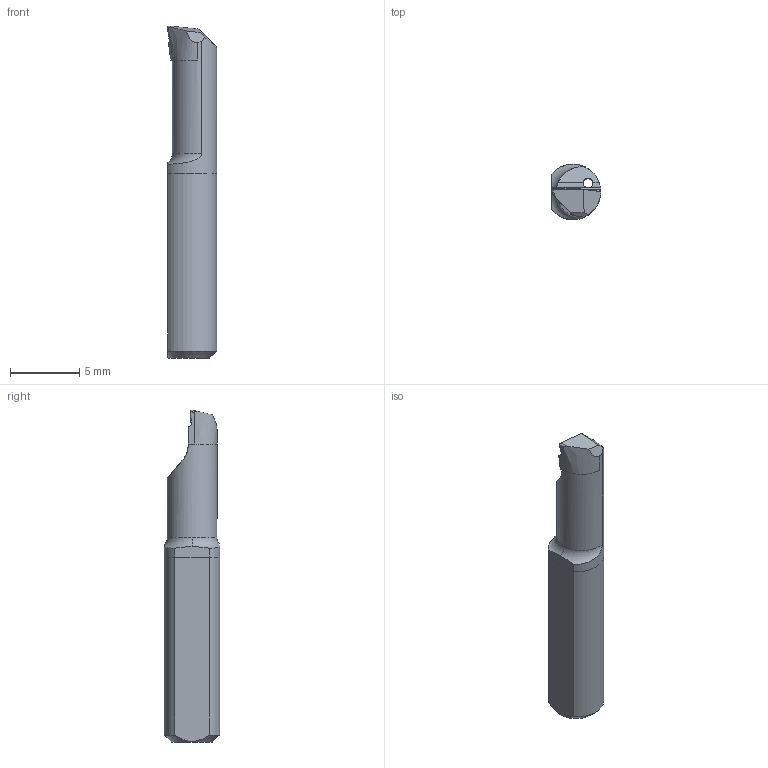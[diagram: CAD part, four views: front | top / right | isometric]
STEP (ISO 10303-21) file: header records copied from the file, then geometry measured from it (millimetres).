
FILE_DESCRIPTION (( 'STEP AP203' ), '1' );
FILE_NAME ('LX050.4-10R10.step', '2025-03-03T07:36:18', ( '' ), ( '' ), 'SwSTEP 2.0', 'SolidWorks 2022', '' );
FILE_SCHEMA (( 'CONFIG_CONTROL_DESIGN' ));
Length unit declared in the file: millimetre
Products named in the file (1): LX050.4-10R10
Bounding box: 3.58 x 4 x 24 mm (x, y, z)
Volume: 229.4 mm3; surface area: 329.6 mm2
Topology: 1 solids, 1 shells, 30 faces, 85 edges, 55 vertices
Faces by surface type: plane 13, cylinder 11, bspline 2, cone 2, torus 2
Entity records: 1212 total; most frequent: CARTESIAN_POINT 418, ORIENTED_EDGE 170, DIRECTION 126, EDGE_CURVE 85, VERTEX_POINT 55, AXIS2_PLACEMENT_3D 43, VECTOR 40, LINE 40
